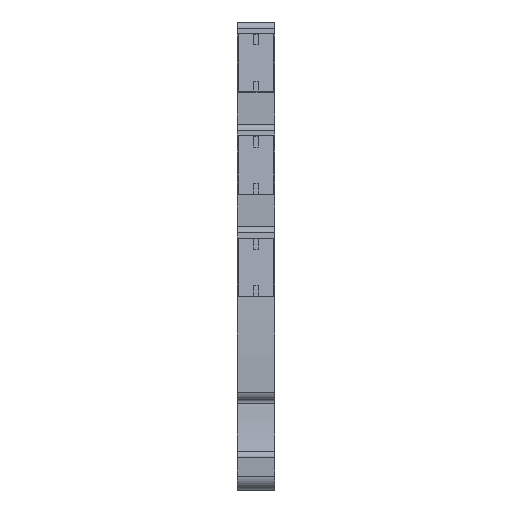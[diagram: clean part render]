
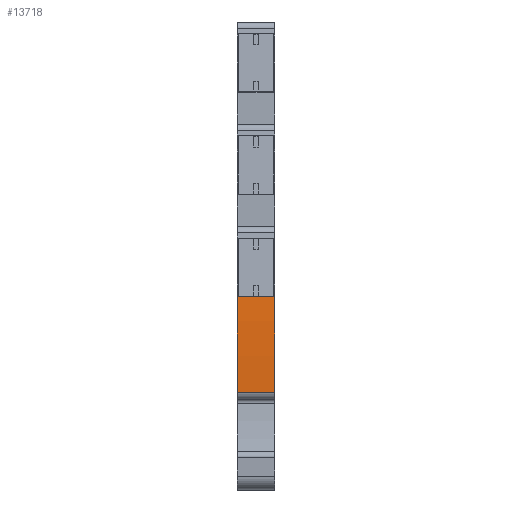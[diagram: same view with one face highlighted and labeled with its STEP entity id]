
A CAD part, front view. The second image highlights one B-rep face of the part: STEP entity #13718.
In plain terms, the highlighted cylindrical face has radius 151.052 mm (diameter 302.104 mm), a partial arc.
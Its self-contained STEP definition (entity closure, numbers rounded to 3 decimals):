
#3101=AXIS2_PLACEMENT_3D('Circle Axis2P3D',#3099,#3100,$) ;
#3108=AXIS2_PLACEMENT_3D('Circle Axis2P3D',#3106,#3107,$) ;
#5377=AXIS2_PLACEMENT_3D('Circle Axis2P3D',#5375,#5376,$) ;
#5384=AXIS2_PLACEMENT_3D('Circle Axis2P3D',#5382,#5383,$) ;
#13703=AXIS2_PLACEMENT_3D('Cylinder Axis2P3D',#13700,#13701,#13702) ;
#3096=CARTESIAN_POINT('Vertex',(0.,1.529,13.426)) ;
#3099=CARTESIAN_POINT('Axis2P3D Location',(0.,152.623,17.052)) ;
#3103=CARTESIAN_POINT('Vertex',(0.,1.528,13.45)) ;
#3106=CARTESIAN_POINT('Axis2P3D Location',(0.,152.538,17.05)) ;
#3110=CARTESIAN_POINT('Vertex',(0.,1.887,28.054)) ;
#5372=CARTESIAN_POINT('Vertex',(5.1,1.887,28.054)) ;
#5375=CARTESIAN_POINT('Axis2P3D Location',(5.1,152.538,17.05)) ;
#5379=CARTESIAN_POINT('Vertex',(5.1,1.528,13.45)) ;
#5382=CARTESIAN_POINT('Axis2P3D Location',(5.1,152.623,17.052)) ;
#5386=CARTESIAN_POINT('Vertex',(5.1,1.529,13.426)) ;
#13687=CARTESIAN_POINT('Line Origine',(2.55,1.529,13.426)) ;
#13700=CARTESIAN_POINT('Axis2P3D Location',(2.55,152.538,17.05)) ;
#13705=CARTESIAN_POINT('Line Origine',(2.55,1.887,28.054)) ;
#3100=DIRECTION('Axis2P3D Direction',(1.,0.,0.)) ;
#3107=DIRECTION('Axis2P3D Direction',(1.,0.,0.)) ;
#5376=DIRECTION('Axis2P3D Direction',(1.,0.,0.)) ;
#5383=DIRECTION('Axis2P3D Direction',(1.,0.,0.)) ;
#13688=DIRECTION('Vector Direction',(1.,0.,0.)) ;
#13701=DIRECTION('Axis2P3D Direction',(1.,0.,0.)) ;
#13702=DIRECTION('Axis2P3D XDirection',(0.,-0.996,0.089)) ;
#13706=DIRECTION('Vector Direction',(1.,0.,0.)) ;
#13689=VECTOR('Line Direction',#13688,1.) ;
#13707=VECTOR('Line Direction',#13706,1.) ;
#13711=ORIENTED_EDGE('',*,*,#3112,.T.) ;
#13712=ORIENTED_EDGE('',*,*,#3105,.T.) ;
#13713=ORIENTED_EDGE('',*,*,#13691,.T.) ;
#13714=ORIENTED_EDGE('',*,*,#5388,.F.) ;
#13715=ORIENTED_EDGE('',*,*,#5381,.F.) ;
#13716=ORIENTED_EDGE('',*,*,#13709,.F.) ;
#13718=ADVANCED_FACE('MLD',(#13717),#13704,.T.) ;
#3102=CIRCLE('generated circle',#3101,151.137) ;
#3109=CIRCLE('generated circle',#3108,151.052) ;
#5378=CIRCLE('generated circle',#5377,151.052) ;
#5385=CIRCLE('generated circle',#5384,151.137) ;
#13704=CYLINDRICAL_SURFACE('generated cylinder',#13703,151.052) ;
#3105=EDGE_CURVE('',#3104,#3097,#3102,.T.) ;
#3112=EDGE_CURVE('',#3111,#3104,#3109,.T.) ;
#5381=EDGE_CURVE('',#5373,#5380,#5378,.T.) ;
#5388=EDGE_CURVE('',#5380,#5387,#5385,.T.) ;
#13691=EDGE_CURVE('',#3097,#5387,#13690,.T.) ;
#13709=EDGE_CURVE('',#3111,#5373,#13708,.T.) ;
#13710=EDGE_LOOP('',(#13711,#13712,#13713,#13714,#13715,#13716)) ;
#13717=FACE_OUTER_BOUND('',#13710,.T.) ;
#13690=LINE('Line',#13687,#13689) ;
#13708=LINE('Line',#13705,#13707) ;
#3097=VERTEX_POINT('',#3096) ;
#3104=VERTEX_POINT('',#3103) ;
#3111=VERTEX_POINT('',#3110) ;
#5373=VERTEX_POINT('',#5372) ;
#5380=VERTEX_POINT('',#5379) ;
#5387=VERTEX_POINT('',#5386) ;
